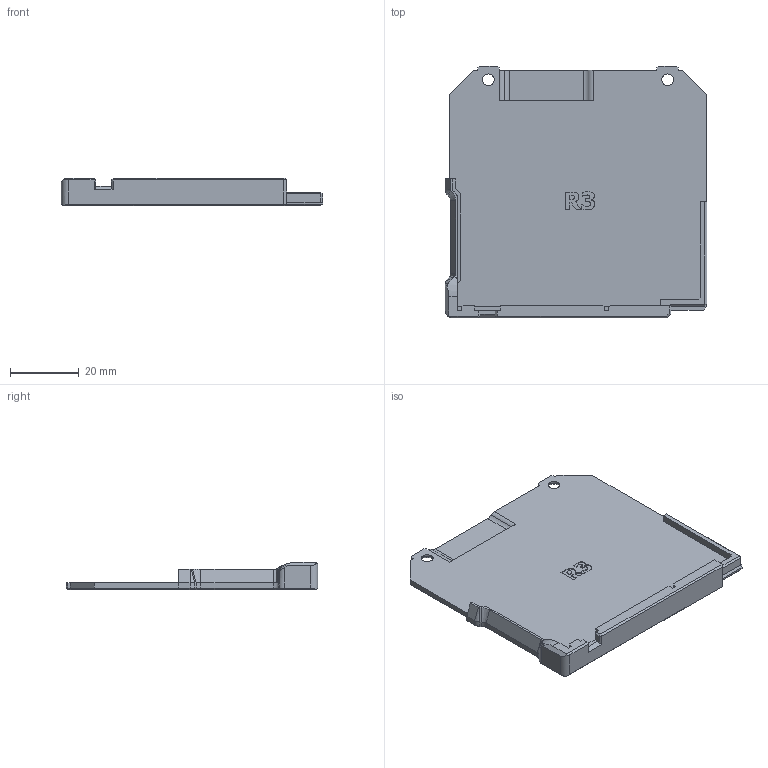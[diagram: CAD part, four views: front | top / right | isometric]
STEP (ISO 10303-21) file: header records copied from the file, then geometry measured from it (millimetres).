
FILE_DESCRIPTION(/* description */ ('dwarf-cover-back'),/* implementation_level */ '2;1');
FILE_NAME(/* name */ 'dwarf-cover-back_R.stp',/* time_stamp */ '2024-01-18T11:15:37+01:00',/* author */ ('Mikuláček'),/* organization */ (''),/* preprocessor_version */ 'ST-DEVELOPER v19.2',/* originating_system */ 'Autodesk Inventor 2023',/* authorisation */ '');
FILE_SCHEMA (('AUTOMOTIVE_DESIGN { 1 0 10303 214 3 1 1 }'));
Length unit declared in the file: millimetre
Products named in the file (1): dwarf-cover-back
Bounding box: 75.8 x 73 x 8 mm (x, y, z)
Volume: 11855.4 mm3; surface area: 12490.1 mm2
Topology: 1 solids, 1 shells, 210 faces, 560 edges, 355 vertices
Faces by surface type: plane 151, bspline 33, cylinder 17, cone 9
Full cylindrical faces by diameter (mm): 3.4 x2
Entity records: 6771 total; most frequent: CARTESIAN_POINT 1722, ORIENTED_EDGE 1120, DIRECTION 890, EDGE_CURVE 560, LINE 438, VECTOR 438, VERTEX_POINT 355, AXIS2_PLACEMENT_3D 226
